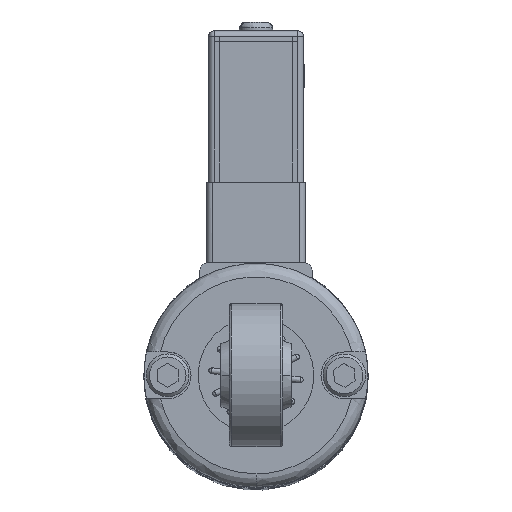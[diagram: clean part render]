
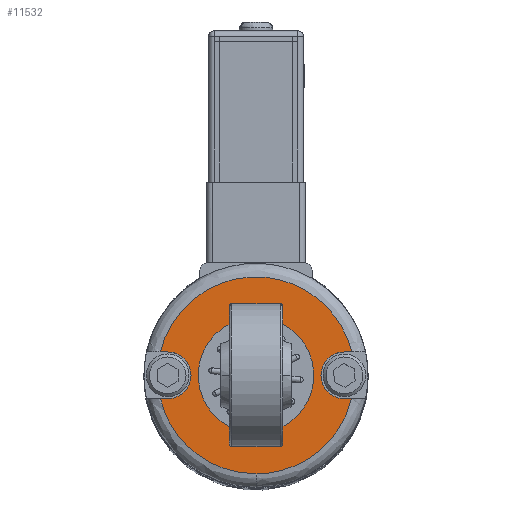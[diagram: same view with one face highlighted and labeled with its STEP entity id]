
A CAD part, top view. The second image highlights one B-rep face of the part: STEP entity #11532.
In plain terms, the highlighted planar face has unit normal (0, 0, 1).
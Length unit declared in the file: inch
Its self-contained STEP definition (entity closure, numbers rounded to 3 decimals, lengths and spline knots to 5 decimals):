
#54 = ORIENTED_EDGE ( 'NONE', *, *, #1872, .F. ) ;
#90 = CIRCLE ( 'NONE', #12135, 0.15551 ) ;
#177 = DIRECTION ( 'NONE',  ( 0., 1., 0. ) ) ;
#430 = DIRECTION ( 'NONE',  ( -1., 0., 0. ) ) ;
#572 = ORIENTED_EDGE ( 'NONE', *, *, #12013, .F. ) ;
#831 = EDGE_CURVE ( 'NONE', #4713, #2713, #13739, .T. ) ;
#1100 = CARTESIAN_POINT ( 'NONE',  ( 0.63477, -0.15551, 4.58661 ) ) ;
#1872 = EDGE_CURVE ( 'NONE', #12234, #14929, #14067, .T. ) ;
#1881 = VECTOR ( 'NONE', #430, 39.37008 ) ;
#2412 = VERTEX_POINT ( 'NONE', #16651 ) ;
#2713 = VERTEX_POINT ( 'NONE', #10325 ) ;
#3164 = LINE ( 'NONE', #10632, #22391 ) ;
#3357 = ORIENTED_EDGE ( 'NONE', *, *, #17506, .F. ) ;
#3883 = DIRECTION ( 'NONE',  ( 0., -1., 0. ) ) ;
#4504 = CIRCLE ( 'NONE', #16983, 0.38386 ) ;
#4546 = EDGE_CURVE ( 'NONE', #2412, #4713, #12310, .T. ) ;
#4713 = VERTEX_POINT ( 'NONE', #7968 ) ;
#5482 = DIRECTION ( 'NONE',  ( 0., 1., 0. ) ) ;
#6209 = CARTESIAN_POINT ( 'NONE',  ( 0.63477, 0.15551, 4.58661 ) ) ;
#6885 = CARTESIAN_POINT ( 'NONE',  ( -0.72766, 0.15551, 4.58661 ) ) ;
#7014 =( BOUNDED_CURVE ( )  B_SPLINE_CURVE ( 3, ( #1100, #19417, #22935, #23052 ),
 .UNSPECIFIED., .F., .T. ) 
 B_SPLINE_CURVE_WITH_KNOTS ( ( 4, 4 ),
 ( 0., 1. ),
 .UNSPECIFIED. ) 
 CURVE ( )  GEOMETRIC_REPRESENTATION_ITEM ( )  RATIONAL_B_SPLINE_CURVE ( ( 0.944, 0.813, 0.817, 0.957 ) ) 
 REPRESENTATION_ITEM ( '' )  );
#7137 = CARTESIAN_POINT ( 'NONE',  ( 0.43009, 0.99099, 4.58661 ) ) ;
#7309 = DIRECTION ( 'NONE',  ( 0., 0., -1. ) ) ;
#7597 = VERTEX_POINT ( 'NONE', #16487 ) ;
#7968 = CARTESIAN_POINT ( 'NONE',  ( -0.58661, 0.15551, 4.58661 ) ) ;
#8195 = CARTESIAN_POINT ( 'NONE',  ( 0., -0.65354, 4.58661 ) ) ;
#8381 = AXIS2_PLACEMENT_3D ( 'NONE', #23275, #7309, #3883 ) ;
#9204 = FACE_OUTER_BOUND ( 'NONE', #17970, .T. ) ;
#9217 = CARTESIAN_POINT ( 'NONE',  ( 0.58661, -0.15551, 4.58661 ) ) ;
#9392 = LINE ( 'NONE', #11282, #1881 ) ;
#9724 = LINE ( 'NONE', #11501, #10642 ) ;
#9759 = DIRECTION ( 'NONE',  ( 0., 0., 1. ) ) ;
#10006 = VERTEX_POINT ( 'NONE', #22638 ) ;
#10325 = CARTESIAN_POINT ( 'NONE',  ( -0.58661, -0.15551, 4.58661 ) ) ;
#10387 = DIRECTION ( 'NONE',  ( 1., 0., 0. ) ) ;
#10539 = DIRECTION ( 'NONE',  ( 1., 0., 0. ) ) ;
#10632 = CARTESIAN_POINT ( 'NONE',  ( 0.64239, -0.15551, 4.58661 ) ) ;
#10642 = VECTOR ( 'NONE', #22364, 39.37008 ) ;
#10771 = ORIENTED_EDGE ( 'NONE', *, *, #831, .T. ) ;
#10866 = PLANE ( 'NONE',  #8381 ) ;
#10961 = ORIENTED_EDGE ( 'NONE', *, *, #20770, .F. ) ;
#11282 = CARTESIAN_POINT ( 'NONE',  ( 0.72766, -0.15551, 4.58661 ) ) ;
#11501 = CARTESIAN_POINT ( 'NONE',  ( 0.64239, 0.15551, 4.58661 ) ) ;
#11532 = ADVANCED_FACE ( 'NONE', ( #21965, #9204 ), #10866, .F. ) ;
#11539 = CARTESIAN_POINT ( 'NONE',  ( 0., 0., 4.58661 ) ) ;
#12013 = EDGE_CURVE ( 'NONE', #19675, #16468, #9724, .T. ) ;
#12135 = AXIS2_PLACEMENT_3D ( 'NONE', #14700, #16368, #5482 ) ;
#12234 = VERTEX_POINT ( 'NONE', #21541 ) ;
#12310 = LINE ( 'NONE', #6885, #13082 ) ;
#13082 = VECTOR ( 'NONE', #10539, 39.37008 ) ;
#13434 = DIRECTION ( 'NONE',  ( -0.102, -0.995, 0. ) ) ;
#13739 = CIRCLE ( 'NONE', #16764, 0.15551 ) ;
#13877 = CARTESIAN_POINT ( 'NONE',  ( -0.63477, -0.15551, 4.58661 ) ) ;
#14067 =( BOUNDED_CURVE ( )  B_SPLINE_CURVE ( 3, ( #8195, #21199, #19208, #13877 ),
 .UNSPECIFIED., .F., .T. ) 
 B_SPLINE_CURVE_WITH_KNOTS ( ( 4, 4 ),
 ( 0., 1. ),
 .UNSPECIFIED. ) 
 CURVE ( )  GEOMETRIC_REPRESENTATION_ITEM ( )  RATIONAL_B_SPLINE_CURVE ( ( 0.957, 0.817, 0.813, 0.944 ) ) 
 REPRESENTATION_ITEM ( '' )  );
#14240 = CARTESIAN_POINT ( 'NONE',  ( -0.63477, -0.15551, 4.58661 ) ) ;
#14261 = EDGE_CURVE ( 'NONE', #7597, #7597, #4504, .T. ) ;
#14700 = CARTESIAN_POINT ( 'NONE',  ( 0.58661, 0., 4.58661 ) ) ;
#14804 = EDGE_LOOP ( 'NONE', ( #23129 ) ) ;
#14929 = VERTEX_POINT ( 'NONE', #14240 ) ;
#15333 = VERTEX_POINT ( 'NONE', #9217 ) ;
#16132 = ORIENTED_EDGE ( 'NONE', *, *, #18266, .F. ) ;
#16167 = EDGE_CURVE ( 'NONE', #10006, #15333, #9392, .T. ) ;
#16364 = CARTESIAN_POINT ( 'NONE',  ( -0.58661, 0., 4.58661 ) ) ;
#16368 = DIRECTION ( 'NONE',  ( 0., 0., 1. ) ) ;
#16468 = VERTEX_POINT ( 'NONE', #21495 ) ;
#16482 = DIRECTION ( 'NONE',  ( 0., 0., -1. ) ) ;
#16487 = CARTESIAN_POINT ( 'NONE',  ( -0.03923, -0.38185, 4.58661 ) ) ;
#16651 = CARTESIAN_POINT ( 'NONE',  ( -0.63477, 0.15551, 4.58661 ) ) ;
#16764 = AXIS2_PLACEMENT_3D ( 'NONE', #16364, #16482, #177 ) ;
#16983 = AXIS2_PLACEMENT_3D ( 'NONE', #11539, #9759, #13434 ) ;
#17163 = ORIENTED_EDGE ( 'NONE', *, *, #4546, .T. ) ;
#17506 = EDGE_CURVE ( 'NONE', #10006, #12234, #7014, .T. ) ;
#17970 = EDGE_LOOP ( 'NONE', ( #3357, #18560, #16132, #572, #18255, #17163, #10771, #10961, #54 ) ) ;
#18156 = CARTESIAN_POINT ( 'NONE',  ( -0.63477, 0.15551, 4.58661 ) ) ;
#18255 = ORIENTED_EDGE ( 'NONE', *, *, #21685, .F. ) ;
#18266 = EDGE_CURVE ( 'NONE', #16468, #15333, #90, .T. ) ;
#18560 = ORIENTED_EDGE ( 'NONE', *, *, #16167, .T. ) ;
#18975 =( BOUNDED_CURVE ( )  B_SPLINE_CURVE ( 3, ( #18156, #21682, #7137, #23213 ),
 .UNSPECIFIED., .F., .T. ) 
 B_SPLINE_CURVE_WITH_KNOTS ( ( 4, 4 ),
 ( 0., 1. ),
 .UNSPECIFIED. ) 
 CURVE ( )  GEOMETRIC_REPRESENTATION_ITEM ( )  RATIONAL_B_SPLINE_CURVE ( ( 0.922, 0.454, 0.454, 0.922 ) ) 
 REPRESENTATION_ITEM ( '' )  );
#19208 = CARTESIAN_POINT ( 'NONE',  ( -0.55998, -0.46079, 4.58661 ) ) ;
#19417 = CARTESIAN_POINT ( 'NONE',  ( 0.55998, -0.46079, 4.58661 ) ) ;
#19675 = VERTEX_POINT ( 'NONE', #6209 ) ;
#20770 = EDGE_CURVE ( 'NONE', #14929, #2713, #3164, .T. ) ;
#21199 = CARTESIAN_POINT ( 'NONE',  ( -0.31272, -0.65354, 4.58661 ) ) ;
#21495 = CARTESIAN_POINT ( 'NONE',  ( 0.58661, 0.15551, 4.58661 ) ) ;
#21541 = CARTESIAN_POINT ( 'NONE',  ( 0., -0.65354, 4.58661 ) ) ;
#21682 = CARTESIAN_POINT ( 'NONE',  ( -0.43009, 0.99099, 4.58661 ) ) ;
#21685 = EDGE_CURVE ( 'NONE', #2412, #19675, #18975, .T. ) ;
#21965 = FACE_BOUND ( 'NONE', #14804, .T. ) ;
#22364 = DIRECTION ( 'NONE',  ( -1., 0., 0. ) ) ;
#22391 = VECTOR ( 'NONE', #10387, 39.37008 ) ;
#22638 = CARTESIAN_POINT ( 'NONE',  ( 0.63477, -0.15551, 4.58661 ) ) ;
#22935 = CARTESIAN_POINT ( 'NONE',  ( 0.31272, -0.65354, 4.58661 ) ) ;
#23052 = CARTESIAN_POINT ( 'NONE',  ( 0., -0.65354, 4.58661 ) ) ;
#23129 = ORIENTED_EDGE ( 'NONE', *, *, #14261, .F. ) ;
#23213 = CARTESIAN_POINT ( 'NONE',  ( 0.63477, 0.15551, 4.58661 ) ) ;
#23275 = CARTESIAN_POINT ( 'NONE',  ( 0.64239, 0.66139, 4.58661 ) ) ;
